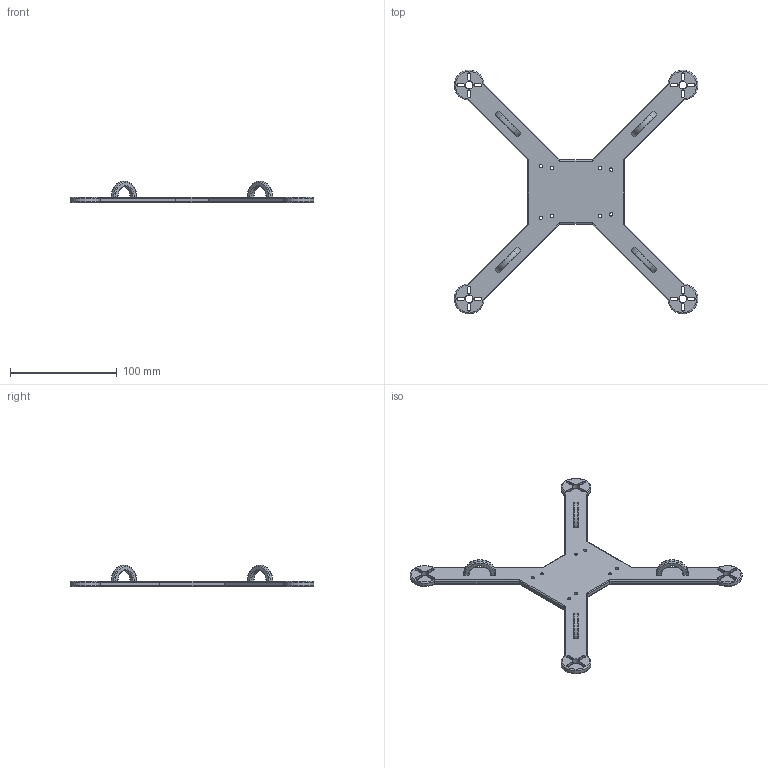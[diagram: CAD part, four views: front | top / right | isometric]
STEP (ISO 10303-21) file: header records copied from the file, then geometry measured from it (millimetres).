
FILE_DESCRIPTION(('FreeCAD Model'),'2;1');
FILE_NAME('Open CASCADE Shape Model','2023-11-10T11:07:45',('Author'),( ''),'Open CASCADE STEP processor 7.6','FreeCAD','Unknown');
FILE_SCHEMA(('AUTOMOTIVE_DESIGN { 1 0 10303 214 1 1 1 1 }'));
Length unit declared in the file: millimetre
Products named in the file (1): Körper
Bounding box: 227.99 x 227.99 x 20 mm (x, y, z)
Volume: 76610.4 mm3; surface area: 39045.5 mm2
Topology: 1 solids, 1 shells, 158 faces, 436 edges, 280 vertices
Faces by surface type: cylinder 80, plane 54, torus 24
Full cylindrical faces by diameter (mm): 3.2 x8, 7 x4
Entity records: 9666 total; most frequent: CARTESIAN_POINT 5451, ORIENTED_EDGE 872, DIRECTION 858, EDGE_CURVE 436, AXIS2_PLACEMENT_3D 311, VERTEX_POINT 280, LINE 236, VECTOR 236
